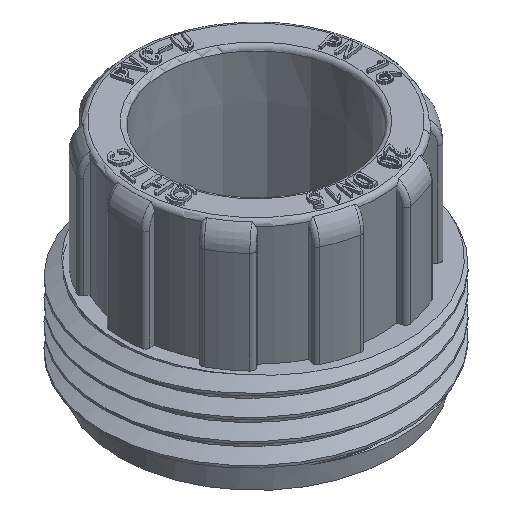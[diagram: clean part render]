
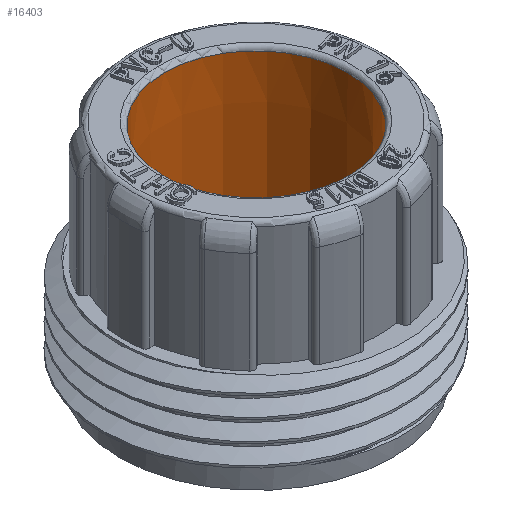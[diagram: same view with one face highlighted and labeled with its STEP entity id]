
A CAD part, isometric view. The second image highlights one B-rep face of the part: STEP entity #16403.
In plain terms, the highlighted conical face has half-angle 0.434 degrees and reference radius 10 mm.
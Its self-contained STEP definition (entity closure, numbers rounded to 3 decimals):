
#35=CONICAL_SURFACE('',#17358,10.,0.008);
#878=FACE_OUTER_BOUND('',#1764,.T.);
#1764=EDGE_LOOP('',(#12159,#12160,#12161,#12162));
#2683=CIRCLE('',#17356,10.);
#2685=CIRCLE('',#17359,10.146);
#3406=LINE('',#26679,#5627);
#5627=VECTOR('',#18988,10.);
#7963=VERTEX_POINT('',#26673);
#7965=VERTEX_POINT('',#26678);
#9632=EDGE_CURVE('',#7963,#7963,#2683,.T.);
#9634=EDGE_CURVE('',#7963,#7965,#3406,.T.);
#9635=EDGE_CURVE('',#7965,#7965,#2685,.T.);
#12159=ORIENTED_EDGE('',*,*,#9632,.T.);
#12160=ORIENTED_EDGE('',*,*,#9634,.T.);
#12161=ORIENTED_EDGE('',*,*,#9635,.T.);
#12162=ORIENTED_EDGE('',*,*,#9634,.F.);
#16403=ADVANCED_FACE('',(#878),#35,.F.);
#17356=AXIS2_PLACEMENT_3D('',#26674,#18982,#18983);
#17358=AXIS2_PLACEMENT_3D('',#26677,#18986,#18987);
#17359=AXIS2_PLACEMENT_3D('',#26680,#18989,#18990);
#18982=DIRECTION('center_axis',(0.,0.,-1.));
#18983=DIRECTION('ref_axis',(-1.,0.,0.));
#18986=DIRECTION('center_axis',(0.,0.,1.));
#18987=DIRECTION('ref_axis',(1.,0.,0.));
#18988=DIRECTION('',(-0.008,0.,1.));
#18989=DIRECTION('center_axis',(0.,0.,1.));
#18990=DIRECTION('ref_axis',(1.,0.,0.));
#26673=CARTESIAN_POINT('',(-10.,0.,5.));
#26674=CARTESIAN_POINT('Origin',(0.,0.,5.));
#26677=CARTESIAN_POINT('Origin',(0.,0.,5.));
#26678=CARTESIAN_POINT('',(-10.146,0.,24.304));
#26679=CARTESIAN_POINT('',(-10.,0.,5.));
#26680=CARTESIAN_POINT('Origin',(0.,0.,24.304));
